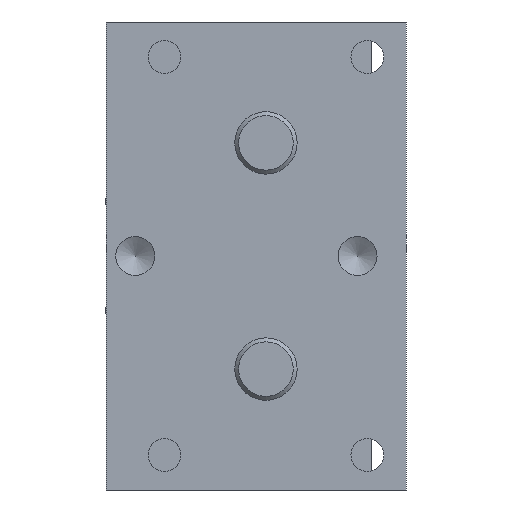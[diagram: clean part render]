
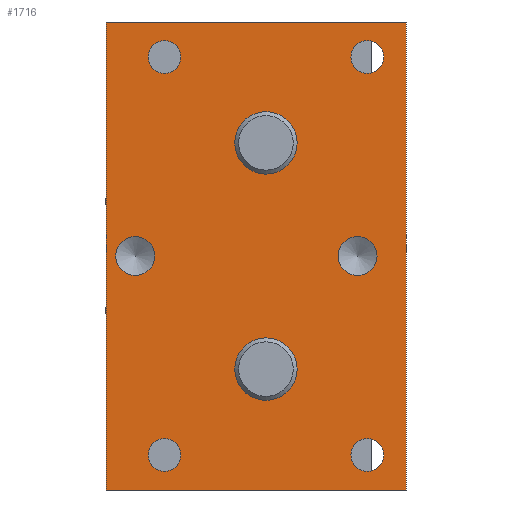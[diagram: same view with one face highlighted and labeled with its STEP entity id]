
A CAD part, left-side view. The second image highlights one B-rep face of the part: STEP entity #1716.
In plain terms, the highlighted planar face has unit normal (-1, 0, 0).
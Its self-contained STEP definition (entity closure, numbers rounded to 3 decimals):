
#1359=CARTESIAN_POINT('',(-12.,18.0,18.5));
#1360=VERTEX_POINT('',#1359);
#1361=CARTESIAN_POINT('',(-12.,18.0,14.5));
#1362=DIRECTION('',(1.0,0.0,0.0));
#1363=DIRECTION('',(0.0,0.0,-1.0));
#1364=AXIS2_PLACEMENT_3D('',#1361,#1362,#1363);
#1365=CIRCLE('',#1364,4.0);
#1366=EDGE_CURVE('',#1360,#1360,#1365,.T.);
#1387=CARTESIAN_POINT('',(-12.,18.0,-10.5));
#1388=VERTEX_POINT('',#1387);
#1389=CARTESIAN_POINT('',(-12.,18.0,-14.5));
#1390=DIRECTION('',(1.0,0.0,0.0));
#1391=DIRECTION('',(0.0,0.0,-1.0));
#1392=AXIS2_PLACEMENT_3D('',#1389,#1390,#1391);
#1393=CIRCLE('',#1392,4.0);
#1394=EDGE_CURVE('',#1388,#1388,#1393,.T.);
#1415=CARTESIAN_POINT('',(-12.,5.0,27.6));
#1416=VERTEX_POINT('',#1415);
#1417=CARTESIAN_POINT('',(-12.,5.0,25.5));
#1418=DIRECTION('',(1.0,0.0,0.0));
#1419=DIRECTION('',(0.0,0.0,-1.0));
#1420=AXIS2_PLACEMENT_3D('',#1417,#1418,#1419);
#1421=CIRCLE('',#1420,2.1);
#1422=EDGE_CURVE('',#1416,#1416,#1421,.T.);
#1443=CARTESIAN_POINT('',(-12.,5.0,-23.4));
#1444=VERTEX_POINT('',#1443);
#1445=CARTESIAN_POINT('',(-12.,5.0,-25.5));
#1446=DIRECTION('',(1.0,0.0,0.0));
#1447=DIRECTION('',(0.0,0.0,-1.0));
#1448=AXIS2_PLACEMENT_3D('',#1445,#1446,#1447);
#1449=CIRCLE('',#1448,2.1);
#1450=EDGE_CURVE('',#1444,#1444,#1449,.T.);
#1471=CARTESIAN_POINT('',(-12.,31.0,27.6));
#1472=VERTEX_POINT('',#1471);
#1473=CARTESIAN_POINT('',(-12.,31.0,25.5));
#1474=DIRECTION('',(1.0,0.0,0.0));
#1475=DIRECTION('',(0.0,0.0,-1.0));
#1476=AXIS2_PLACEMENT_3D('',#1473,#1474,#1475);
#1477=CIRCLE('',#1476,2.1);
#1478=EDGE_CURVE('',#1472,#1472,#1477,.T.);
#1499=CARTESIAN_POINT('',(-12.,31.0,-23.4));
#1500=VERTEX_POINT('',#1499);
#1501=CARTESIAN_POINT('',(-12.,31.0,-25.5));
#1502=DIRECTION('',(1.0,0.0,0.0));
#1503=DIRECTION('',(0.0,0.0,-1.0));
#1504=AXIS2_PLACEMENT_3D('',#1501,#1502,#1503);
#1505=CIRCLE('',#1504,2.1);
#1506=EDGE_CURVE('',#1500,#1500,#1505,.T.);
#1516=CARTESIAN_POINT('',(-12.,3.75,0.));
#1517=VERTEX_POINT('',#1516);
#1518=CARTESIAN_POINT('',(-12.,6.25,0.0));
#1519=DIRECTION('',(1.0,0.0,0.0));
#1520=DIRECTION('',(0.0,1.0,0.0));
#1521=AXIS2_PLACEMENT_3D('',#1518,#1519,#1520);
#1522=CIRCLE('',#1521,2.5);
#1523=EDGE_CURVE('',#1517,#1517,#1522,.T.);
#1544=CARTESIAN_POINT('',(-12.,32.25,0.));
#1545=VERTEX_POINT('',#1544);
#1546=CARTESIAN_POINT('',(-12.,34.75,0.0));
#1547=DIRECTION('',(1.0,0.0,0.0));
#1548=DIRECTION('',(0.0,1.0,0.0));
#1549=AXIS2_PLACEMENT_3D('',#1546,#1547,#1548);
#1550=CIRCLE('',#1549,2.5);
#1551=EDGE_CURVE('',#1545,#1545,#1550,.T.);
#1636=CARTESIAN_POINT('',(-12.,38.5,-30.0));
#1637=VERTEX_POINT('',#1636);
#1644=CARTESIAN_POINT('',(-12.,38.5,30.0));
#1645=VERTEX_POINT('',#1644);
#1646=CARTESIAN_POINT('',(-12.,38.5,30.0));
#1647=DIRECTION('',(0.0,0.0,-1.0));
#1648=VECTOR('',#1647,60.0);
#1649=LINE('',#1646,#1648);
#1650=EDGE_CURVE('',#1645,#1637,#1649,.T.);
#1662=CARTESIAN_POINT('',(-12.,38.5,30.0));
#1663=DIRECTION('',(-1.0,0.0,0.0));
#1664=DIRECTION('',(0.0,0.0,1.0));
#1665=AXIS2_PLACEMENT_3D('',#1662,#1663,#1664);
#1666=PLANE('',#1665);
#1667=CARTESIAN_POINT('',(-12.,0.,-30.0));
#1668=VERTEX_POINT('',#1667);
#1669=CARTESIAN_POINT('',(-12.,38.5,-30.0));
#1670=DIRECTION('',(0.0,-1.0,0.0));
#1671=VECTOR('',#1670,38.5);
#1672=LINE('',#1669,#1671);
#1673=EDGE_CURVE('',#1637,#1668,#1672,.T.);
#1674=ORIENTED_EDGE('',*,*,#1673,.T.);
#1675=CARTESIAN_POINT('',(-12.,0.,30.0));
#1676=VERTEX_POINT('',#1675);
#1677=CARTESIAN_POINT('',(-12.,0.,30.0));
#1678=DIRECTION('',(0.0,0.0,-1.0));
#1679=VECTOR('',#1678,60.0);
#1680=LINE('',#1677,#1679);
#1681=EDGE_CURVE('',#1676,#1668,#1680,.T.);
#1682=ORIENTED_EDGE('',*,*,#1681,.F.);
#1683=CARTESIAN_POINT('',(-12.,0.,30.0));
#1684=DIRECTION('',(0.0,1.0,0.0));
#1685=VECTOR('',#1684,38.5);
#1686=LINE('',#1683,#1685);
#1687=EDGE_CURVE('',#1676,#1645,#1686,.T.);
#1688=ORIENTED_EDGE('',*,*,#1687,.T.);
#1689=ORIENTED_EDGE('',*,*,#1650,.T.);
#1690=EDGE_LOOP('',(#1674,#1682,#1688,#1689));
#1691=FACE_OUTER_BOUND('',#1690,.T.);
#1692=ORIENTED_EDGE('',*,*,#1523,.T.);
#1693=EDGE_LOOP('',(#1692));
#1694=FACE_BOUND('',#1693,.T.);
#1695=ORIENTED_EDGE('',*,*,#1506,.T.);
#1696=EDGE_LOOP('',(#1695));
#1697=FACE_BOUND('',#1696,.T.);
#1698=ORIENTED_EDGE('',*,*,#1478,.T.);
#1699=EDGE_LOOP('',(#1698));
#1700=FACE_BOUND('',#1699,.T.);
#1701=ORIENTED_EDGE('',*,*,#1450,.T.);
#1702=EDGE_LOOP('',(#1701));
#1703=FACE_BOUND('',#1702,.T.);
#1704=ORIENTED_EDGE('',*,*,#1422,.T.);
#1705=EDGE_LOOP('',(#1704));
#1706=FACE_BOUND('',#1705,.T.);
#1707=ORIENTED_EDGE('',*,*,#1394,.T.);
#1708=EDGE_LOOP('',(#1707));
#1709=FACE_BOUND('',#1708,.T.);
#1710=ORIENTED_EDGE('',*,*,#1366,.T.);
#1711=EDGE_LOOP('',(#1710));
#1712=FACE_BOUND('',#1711,.T.);
#1713=ORIENTED_EDGE('',*,*,#1551,.T.);
#1714=EDGE_LOOP('',(#1713));
#1715=FACE_BOUND('',#1714,.T.);
#1716=ADVANCED_FACE('',(#1691,#1694,#1697,#1700,#1703,#1706,#1709,#1712,#1715),#1666,.T.);
